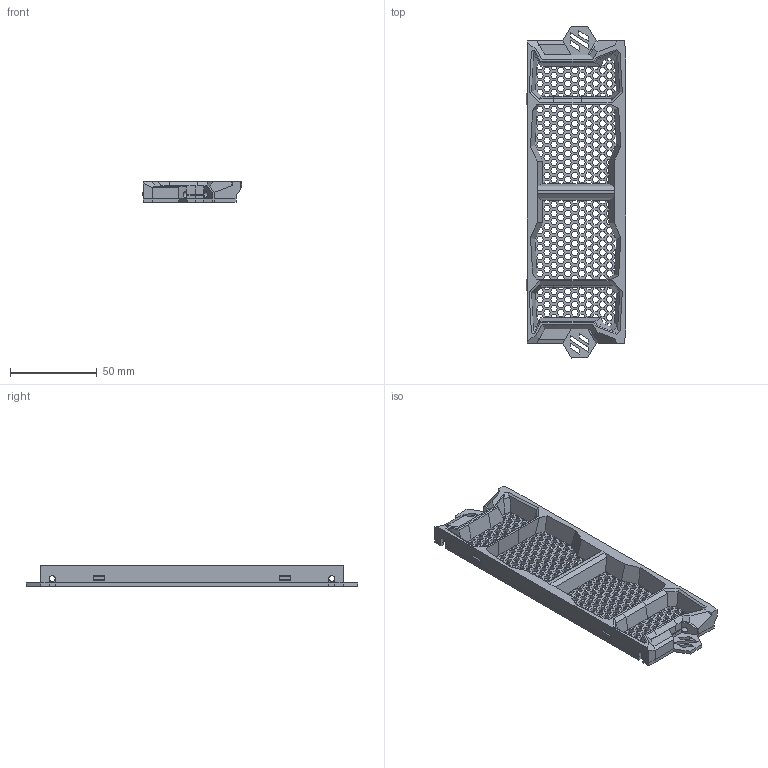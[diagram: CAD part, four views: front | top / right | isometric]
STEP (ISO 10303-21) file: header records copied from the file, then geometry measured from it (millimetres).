
FILE_DESCRIPTION(/* description */ (''),/* implementation_level */ '2;1');
FILE_NAME(/* name */ 'side_skirt_x2.step',/* time_stamp */ '2023-12-03T14:16:12-08:00',/* author */ (''),/* organization */ (''),/* preprocessor_version */ 'ST-DEVELOPER v20',/* originating_system */ 'Autodesk Translation Framework v12.14.0.127',/* authorisation */ '');
FILE_SCHEMA (('AUTOMOTIVE_DESIGN { 1 0 10303 214 3 1 1 }'));
Products named in the file (1): side_skirt_x2
Bounding box: 57.16 x 191.29 x 12 mm (x, y, z)
Volume: 42138.3 mm3; surface area: 32764.2 mm2
Topology: 1 solids, 1 shells, 2061 faces, 6175 edges, 4033 vertices
Faces by surface type: plane 2055, cylinder 6
Full cylindrical faces by diameter (mm): 3.4 x2
Entity records: 68969 total; most frequent: ORIENTED_EDGE 12350, CARTESIAN_POINT 12270, DIRECTION 10323, EDGE_CURVE 6175, LINE 6151, VECTOR 6151, VERTEX_POINT 4033, EDGE_LOOP 2620
